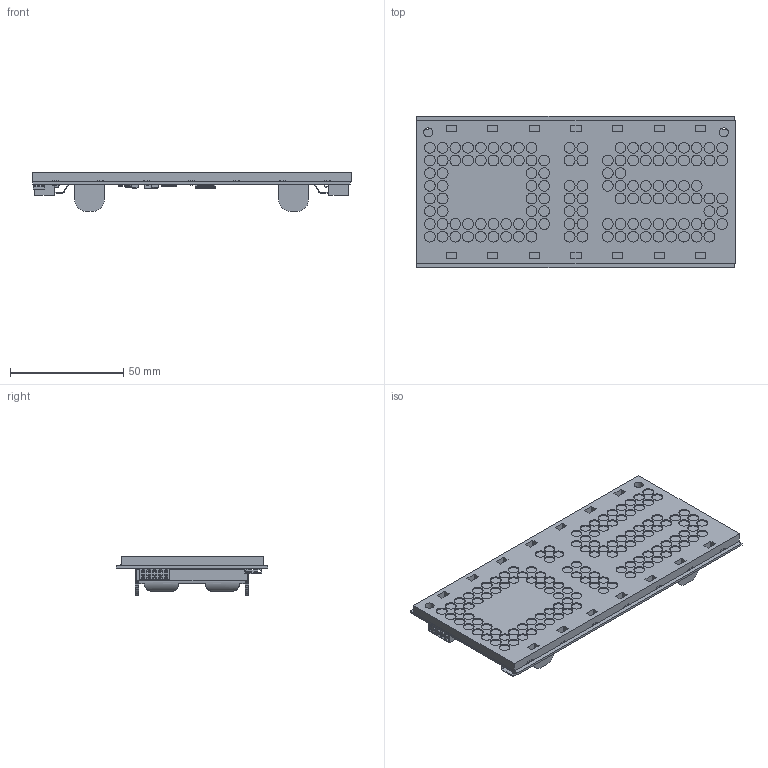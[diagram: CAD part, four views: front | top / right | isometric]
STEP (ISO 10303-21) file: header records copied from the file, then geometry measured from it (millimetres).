
FILE_DESCRIPTION(('Open CASCADE Model'),'2;1');
FILE_NAME('Open CASCADE Shape Model','2018-06-02T19:34:13',('Author'),( 'Open CASCADE'),'Open CASCADE STEP processor 6.8','Open CASCADE 6.8' ,'Unknown');
FILE_SCHEMA(('AUTOMOTIVE_DESIGN { 1 0 10303 214 1 1 1 1 }'));
Length unit declared in the file: millimetre
Products named in the file (83): PCB; Board; SW2; 7798338752; Extruded; 7798338560; Cylinder; SW1; U5; 4531264512; Body; Open_CASCADE_STEP_translator_6.8_2.1.1; Leader; U4; 7798338368; U3; 7799869056; Open_CASCADE_STEP_translator_6.8_15.1; Open_CASCADE_STEP_translator_6.8_15.2.1; J3; A01SB741B1-267_v1; C4; 6279484736; 6279484544; C3; J2; SMH-105-02-X-D; J1; U2; 7799868672; Open_CASCADE_STEP_translator_6.8_5.1.1; R3; 6279485888; 6279485696; R2; L1; FNR201610S_(estimate)_v2; C2; 7798338176; 7798337984 ...
Assembly tree (163 placements, depth 5):
  PCB
    Board
    SW2
      7798338752
        Extruded
      7798338560
        Cylinder
    SW1
      7798338752
        Extruded
      7798338560
        Cylinder
    U5
      4531264512
        Body
          Open_CASCADE_STEP_translator_6.8_2.1.1
        Leader  x6
    U4
      7798338368
        Extruded
    U3
      7799869056
        Open_CASCADE_STEP_translator_6.8_15.1
        Body
          Open_CASCADE_STEP_translator_6.8_15.2.1
        Leader  x20
    J3
      A01SB741B1-267_v1
    C4
      6279484736
        Extruded
      6279484544  x2
        Extruded
    C3
      6279484736
        Extruded
      6279484544  x2
        Extruded
    J2
      SMH-105-02-X-D
    J1
      SMH-105-02-X-D
    U2
      7799868672
        Body
          Open_CASCADE_STEP_translator_6.8_5.1.1
        Leader  x5
    R3
      6279485888  x2
        Extruded
      6279485696
        Extruded
    R2
      6279485888  x2
        Extruded
      6279485696
        Extruded
    L1
      FNR201610S_(estimate)_v2
    C2
Bounding box: 140.4 x 67 x 17 mm (x, y, z)
Volume: 45849.5 mm3; surface area: 51445.5 mm2
Topology: 163 solids, 165 shells, 4412 faces, 10388 edges, 6412 vertices
Faces by surface type: plane 3598, cylinder 745, sphere 36, bspline 33
Full cylindrical faces by diameter (mm): 0.5 x1, 0.562 x1, 0.7 x2, 1.8 x2, 4 x4, 4.75 x127
Entity records: 54550 total; most frequent: CARTESIAN_POINT 11909, DIRECTION 8360, ORIENTED_EDGE 8244, EDGE_CURVE 4123, LINE 3324, VECTOR 3324, VERTEX_POINT 2606, AXIS2_PLACEMENT_3D 2518
